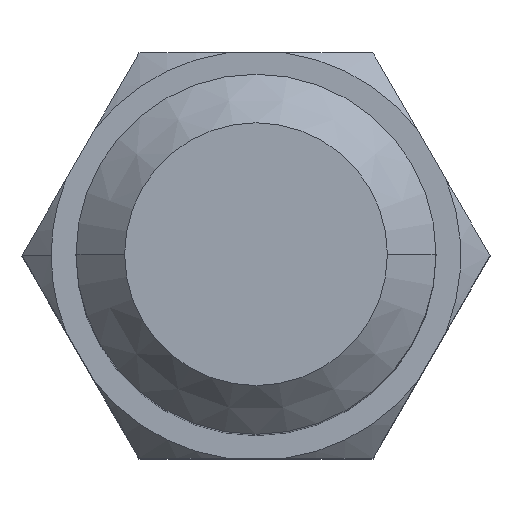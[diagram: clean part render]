
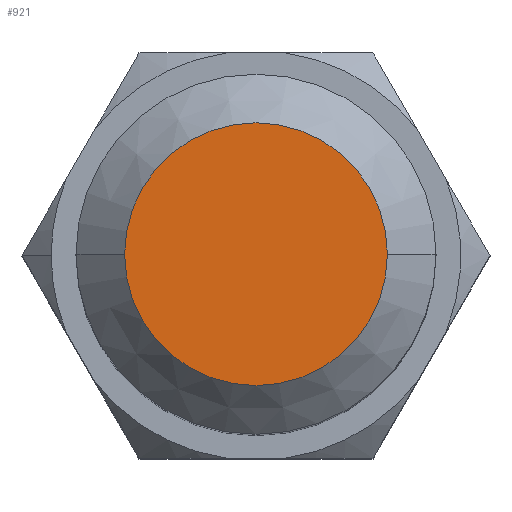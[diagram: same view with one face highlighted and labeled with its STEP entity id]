
A CAD part, top view. The second image highlights one B-rep face of the part: STEP entity #921.
In plain terms, the highlighted planar face has unit normal (0, 0, 1).
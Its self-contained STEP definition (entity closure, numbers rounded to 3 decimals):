
#39 = ORIENTED_EDGE ( 'NONE', *, *, #1046, .T. ) ;
#98 = CIRCLE ( 'NONE', #723, 6.75 ) ;
#154 = VERTEX_POINT ( 'NONE', #338 ) ;
#166 = DIRECTION ( 'NONE',  ( 1., 0., 0. ) ) ;
#246 = DIRECTION ( 'NONE',  ( 0., 0., 1. ) ) ;
#338 = CARTESIAN_POINT ( 'NONE',  ( 6.75, 0., 66. ) ) ;
#381 = FACE_OUTER_BOUND ( 'NONE', #1037, .T. ) ;
#462 = EDGE_CURVE ( 'NONE', #1040, #154, #988, .T. ) ;
#470 = ORIENTED_EDGE ( 'NONE', *, *, #462, .T. ) ;
#538 = CARTESIAN_POINT ( 'NONE',  ( 0., 0., 66. ) ) ;
#558 = DIRECTION ( 'NONE',  ( 1., 0., 0. ) ) ;
#579 = AXIS2_PLACEMENT_3D ( 'NONE', #908, #824, #558 ) ;
#654 = AXIS2_PLACEMENT_3D ( 'NONE', #538, #1069, #1070 ) ;
#723 = AXIS2_PLACEMENT_3D ( 'NONE', #1010, #246, #166 ) ;
#785 = PLANE ( 'NONE',  #654 ) ;
#815 = CARTESIAN_POINT ( 'NONE',  ( -6.75, 0., 66. ) ) ;
#824 = DIRECTION ( 'NONE',  ( 0., 0., 1. ) ) ;
#908 = CARTESIAN_POINT ( 'NONE',  ( 0., 0., 66. ) ) ;
#921 = ADVANCED_FACE ( 'NONE', ( #381 ), #785, .T. ) ;
#988 = CIRCLE ( 'NONE', #579, 6.75 ) ;
#1010 = CARTESIAN_POINT ( 'NONE',  ( 0., 0., 66. ) ) ;
#1037 = EDGE_LOOP ( 'NONE', ( #470, #39 ) ) ;
#1040 = VERTEX_POINT ( 'NONE', #815 ) ;
#1046 = EDGE_CURVE ( 'NONE', #154, #1040, #98, .T. ) ;
#1069 = DIRECTION ( 'NONE',  ( 0., 0., 1. ) ) ;
#1070 = DIRECTION ( 'NONE',  ( 1., 0., 0. ) ) ;
